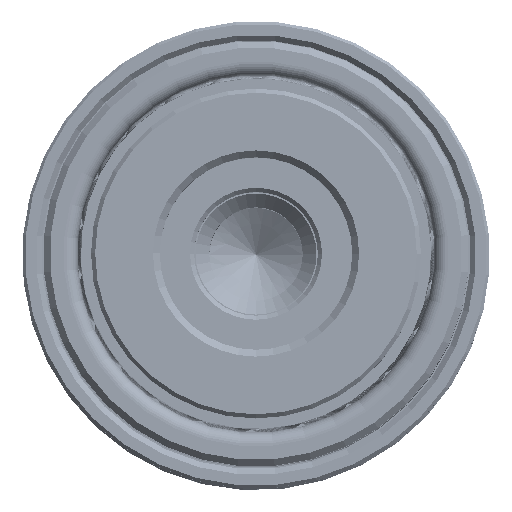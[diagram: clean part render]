
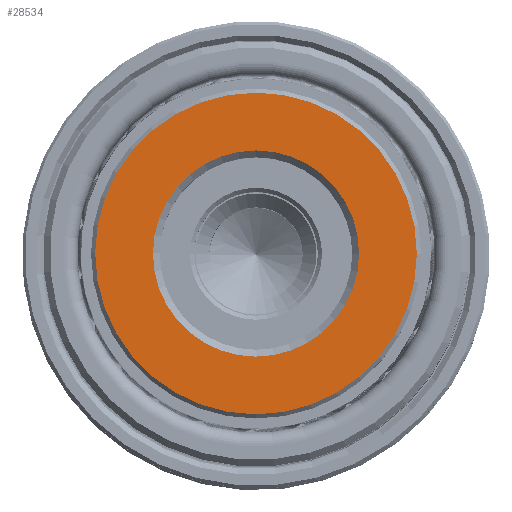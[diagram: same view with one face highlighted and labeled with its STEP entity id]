
A CAD part, top view. The second image highlights one B-rep face of the part: STEP entity #28534.
In plain terms, the highlighted face is planar.
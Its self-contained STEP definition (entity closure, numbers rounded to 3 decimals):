
#199 = EDGE_CURVE ( 'NONE', #19345, #8624, #24104, .T. ) ;
#896 = AXIS2_PLACEMENT_3D ( 'NONE', #15240, #37923, #18491 ) ;
#1048 = CARTESIAN_POINT ( 'NONE',  ( -7.5, 0., 0. ) ) ;
#2634 = FACE_BOUND ( 'NONE', #7935, .T. ) ;
#4669 = CIRCLE ( 'NONE', #36706, 11.7 ) ;
#5257 = CARTESIAN_POINT ( 'NONE',  ( 0., 0., 0. ) ) ;
#7852 = DIRECTION ( 'NONE',  ( 0., 0., 1. ) ) ;
#7935 = EDGE_LOOP ( 'NONE', ( #13016, #38367 ) ) ;
#8527 = DIRECTION ( 'NONE',  ( 1., 0., 0. ) ) ;
#8624 = VERTEX_POINT ( 'NONE', #33810 ) ;
#8703 = CARTESIAN_POINT ( 'NONE',  ( 0., 0., 0. ) ) ;
#8841 = PLANE ( 'NONE',  #9813 ) ;
#9813 = AXIS2_PLACEMENT_3D ( 'NONE', #12119, #18653, #41345 ) ;
#10956 = VERTEX_POINT ( 'NONE', #21301 ) ;
#11908 = AXIS2_PLACEMENT_3D ( 'NONE', #27300, #7852, #30575 ) ;
#11974 = DIRECTION ( 'NONE',  ( 1., 0., 0. ) ) ;
#12119 = CARTESIAN_POINT ( 'NONE',  ( 0., 0., 0. ) ) ;
#13016 = ORIENTED_EDGE ( 'NONE', *, *, #199, .T. ) ;
#15240 = CARTESIAN_POINT ( 'NONE',  ( 0., 0., 0. ) ) ;
#17072 = EDGE_CURVE ( 'NONE', #19958, #10956, #17831, .T. ) ;
#17211 = CARTESIAN_POINT ( 'NONE',  ( 11.7, 0., 0. ) ) ;
#17831 = CIRCLE ( 'NONE', #41195, 11.7 ) ;
#18138 = ORIENTED_EDGE ( 'NONE', *, *, #17072, .T. ) ;
#18491 = DIRECTION ( 'NONE',  ( 1., 0., 0. ) ) ;
#18653 = DIRECTION ( 'NONE',  ( 0., 0., 1. ) ) ;
#19345 = VERTEX_POINT ( 'NONE', #1048 ) ;
#19933 = FACE_OUTER_BOUND ( 'NONE', #40575, .T. ) ;
#19958 = VERTEX_POINT ( 'NONE', #17211 ) ;
#21301 = CARTESIAN_POINT ( 'NONE',  ( -11.7, 0., 0. ) ) ;
#24104 = CIRCLE ( 'NONE', #11908, 7.5 ) ;
#27300 = CARTESIAN_POINT ( 'NONE',  ( 0., 0., 0. ) ) ;
#27986 = DIRECTION ( 'NONE',  ( 0., 0., -1. ) ) ;
#28348 = ORIENTED_EDGE ( 'NONE', *, *, #28469, .T. ) ;
#28469 = EDGE_CURVE ( 'NONE', #10956, #19958, #4669, .T. ) ;
#28534 = ADVANCED_FACE ( 'NONE', ( #19933, #2634 ), #8841, .F. ) ;
#30575 = DIRECTION ( 'NONE',  ( 1., 0., 0. ) ) ;
#31404 = DIRECTION ( 'NONE',  ( 0., 0., -1. ) ) ;
#31822 = EDGE_CURVE ( 'NONE', #8624, #19345, #36634, .T. ) ;
#33810 = CARTESIAN_POINT ( 'NONE',  ( 7.5, 0., 0. ) ) ;
#36634 = CIRCLE ( 'NONE', #896, 7.5 ) ;
#36706 = AXIS2_PLACEMENT_3D ( 'NONE', #8703, #31404, #11974 ) ;
#37923 = DIRECTION ( 'NONE',  ( 0., 0., 1. ) ) ;
#38367 = ORIENTED_EDGE ( 'NONE', *, *, #31822, .T. ) ;
#40575 = EDGE_LOOP ( 'NONE', ( #18138, #28348 ) ) ;
#41195 = AXIS2_PLACEMENT_3D ( 'NONE', #5257, #27986, #8527 ) ;
#41345 = DIRECTION ( 'NONE',  ( 1., 0., 0. ) ) ;
